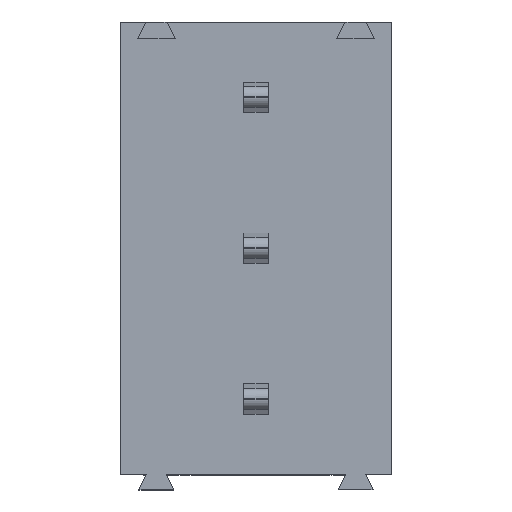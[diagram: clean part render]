
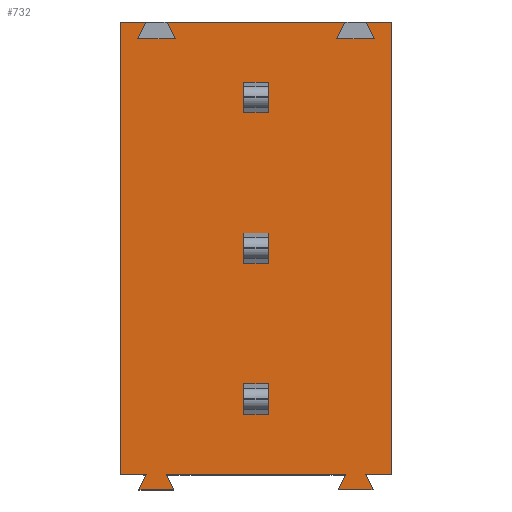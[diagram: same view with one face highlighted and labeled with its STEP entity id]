
A CAD part, top view. The second image highlights one B-rep face of the part: STEP entity #732.
In plain terms, the highlighted free-form (B-spline) face has degree [1, 1] with [2, 2] control points.
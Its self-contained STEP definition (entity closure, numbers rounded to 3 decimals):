
#307=CARTESIAN_POINT('',(0.,7.5,0.));
#308=VERTEX_POINT('',#307);
#316=CARTESIAN_POINT('',(0.,22.5,0.));
#317=VERTEX_POINT('',#316);
#318=CARTESIAN_POINT('',(0.,22.5,0.));
#319=CARTESIAN_POINT('',(0.,7.5,0.));
#320=B_SPLINE_CURVE_WITH_KNOTS('',1,(#318,#319),.POLYLINE_FORM.,.F.,.U.,(2,2),(0.,1.),.UNSPECIFIED.);
#321=EDGE_CURVE('',#317,#308,#320,.T.);
#418=CARTESIAN_POINT('',(7.47,7.5,0.));
#419=VERTEX_POINT('',#418);
#425=CARTESIAN_POINT('',(1.53,7.5,0.));
#426=VERTEX_POINT('',#425);
#427=CARTESIAN_POINT('',(7.47,7.5,0.));
#428=CARTESIAN_POINT('',(1.53,7.5,0.));
#429=B_SPLINE_CURVE_WITH_KNOTS('',1,(#427,#428),.POLYLINE_FORM.,.F.,.U.,(2,2),(0.,1.),.UNSPECIFIED.);
#430=EDGE_CURVE('',#419,#426,#429,.T.);
#446=CARTESIAN_POINT('',(0.87,7.5,0.));
#447=VERTEX_POINT('',#446);
#453=CARTESIAN_POINT('',(0.87,7.5,0.));
#454=CARTESIAN_POINT('',(0.,7.5,0.));
#455=B_SPLINE_CURVE_WITH_KNOTS('',1,(#453,#454),.POLYLINE_FORM.,.F.,.U.,(2,2),(0.,1.),.UNSPECIFIED.);
#456=EDGE_CURVE('',#447,#308,#455,.T.);
#503=CARTESIAN_POINT('',(9.,7.5,0.));
#504=VERTEX_POINT('',#503);
#510=CARTESIAN_POINT('',(8.13,7.5,0.));
#511=VERTEX_POINT('',#510);
#512=CARTESIAN_POINT('',(9.,7.5,0.));
#513=CARTESIAN_POINT('',(8.13,7.5,0.));
#514=B_SPLINE_CURVE_WITH_KNOTS('',1,(#512,#513),.POLYLINE_FORM.,.F.,.U.,(2,2),(0.,1.),.UNSPECIFIED.);
#515=EDGE_CURVE('',#504,#511,#514,.T.);
#525=CARTESIAN_POINT('',(0.,7.,0.));
#526=CARTESIAN_POINT('',(0.,22.5,0.));
#527=CARTESIAN_POINT('',(9.,7.,0.));
#528=CARTESIAN_POINT('',(9.,22.5,0.));
#529=B_SPLINE_SURFACE_WITH_KNOTS('',1,1,((#525,#526),(#527,#528)),.PLANE_SURF.,.F.,.F.,.U.,(2,2),(2,2),(0.,1.),(0.,1.),.UNSPECIFIED.);
#530=ORIENTED_EDGE('',*,*,#456,.F.);
#531=CARTESIAN_POINT('',(0.62,7.,0.));
#532=VERTEX_POINT('',#531);
#533=CARTESIAN_POINT('',(0.62,7.,0.));
#534=CARTESIAN_POINT('',(0.87,7.5,0.));
#535=B_SPLINE_CURVE_WITH_KNOTS('',1,(#533,#534),.POLYLINE_FORM.,.F.,.U.,(2,2),(0.,1.),.UNSPECIFIED.);
#536=EDGE_CURVE('',#532,#447,#535,.T.);
#537=ORIENTED_EDGE('',*,*,#536,.F.);
#538=CARTESIAN_POINT('',(1.78,7.,0.));
#539=VERTEX_POINT('',#538);
#540=CARTESIAN_POINT('',(0.62,7.,0.));
#541=CARTESIAN_POINT('',(1.78,7.,0.));
#542=B_SPLINE_CURVE_WITH_KNOTS('',1,(#540,#541),.POLYLINE_FORM.,.F.,.U.,(2,2),(0.,1.),.UNSPECIFIED.);
#543=EDGE_CURVE('',#532,#539,#542,.T.);
#544=ORIENTED_EDGE('',*,*,#543,.T.);
#545=CARTESIAN_POINT('',(1.78,7.,0.));
#546=CARTESIAN_POINT('',(1.53,7.5,0.));
#547=B_SPLINE_CURVE_WITH_KNOTS('',1,(#545,#546),.POLYLINE_FORM.,.F.,.U.,(2,2),(0.,1.),.UNSPECIFIED.);
#548=EDGE_CURVE('',#539,#426,#547,.T.);
#549=ORIENTED_EDGE('',*,*,#548,.T.);
#550=ORIENTED_EDGE('',*,*,#430,.F.);
#551=CARTESIAN_POINT('',(7.22,7.,0.));
#552=VERTEX_POINT('',#551);
#553=CARTESIAN_POINT('',(7.47,7.5,0.));
#554=CARTESIAN_POINT('',(7.22,7.,0.));
#555=B_SPLINE_CURVE_WITH_KNOTS('',1,(#553,#554),.POLYLINE_FORM.,.F.,.U.,(2,2),(0.,1.),.UNSPECIFIED.);
#556=EDGE_CURVE('',#419,#552,#555,.T.);
#557=ORIENTED_EDGE('',*,*,#556,.T.);
#558=CARTESIAN_POINT('',(8.38,7.,0.));
#559=VERTEX_POINT('',#558);
#560=CARTESIAN_POINT('',(7.22,7.,0.));
#561=CARTESIAN_POINT('',(8.38,7.,0.));
#562=B_SPLINE_CURVE_WITH_KNOTS('',1,(#560,#561),.POLYLINE_FORM.,.F.,.U.,(2,2),(0.,1.),.UNSPECIFIED.);
#563=EDGE_CURVE('',#552,#559,#562,.T.);
#564=ORIENTED_EDGE('',*,*,#563,.T.);
#565=CARTESIAN_POINT('',(8.38,7.,0.));
#566=CARTESIAN_POINT('',(8.13,7.5,0.));
#567=B_SPLINE_CURVE_WITH_KNOTS('',1,(#565,#566),.POLYLINE_FORM.,.F.,.U.,(2,2),(0.,1.),.UNSPECIFIED.);
#568=EDGE_CURVE('',#559,#511,#567,.T.);
#569=ORIENTED_EDGE('',*,*,#568,.T.);
#570=ORIENTED_EDGE('',*,*,#515,.F.);
#571=CARTESIAN_POINT('',(9.,22.5,0.));
#572=VERTEX_POINT('',#571);
#573=CARTESIAN_POINT('',(9.,7.5,0.));
#574=CARTESIAN_POINT('',(9.,22.5,0.));
#575=B_SPLINE_CURVE_WITH_KNOTS('',1,(#573,#574),.POLYLINE_FORM.,.F.,.U.,(2,2),(0.,1.),.UNSPECIFIED.);
#576=EDGE_CURVE('',#504,#572,#575,.T.);
#577=ORIENTED_EDGE('',*,*,#576,.T.);
#578=CARTESIAN_POINT('',(8.15,22.5,0.));
#579=VERTEX_POINT('',#578);
#580=CARTESIAN_POINT('',(9.,22.5,0.));
#581=CARTESIAN_POINT('',(8.15,22.5,0.));
#582=B_SPLINE_CURVE_WITH_KNOTS('',1,(#580,#581),.POLYLINE_FORM.,.F.,.U.,(2,2),(0.,1.),.UNSPECIFIED.);
#583=EDGE_CURVE('',#572,#579,#582,.T.);
#584=ORIENTED_EDGE('',*,*,#583,.T.);
#585=CARTESIAN_POINT('',(8.424,21.95,0.));
#586=VERTEX_POINT('',#585);
#587=CARTESIAN_POINT('',(8.15,22.5,0.));
#588=CARTESIAN_POINT('',(8.424,21.95,0.));
#589=B_SPLINE_CURVE_WITH_KNOTS('',1,(#587,#588),.POLYLINE_FORM.,.F.,.U.,(2,2),(0.,1.),.UNSPECIFIED.);
#590=EDGE_CURVE('',#579,#586,#589,.T.);
#591=ORIENTED_EDGE('',*,*,#590,.T.);
#592=CARTESIAN_POINT('',(7.176,21.95,0.));
#593=VERTEX_POINT('',#592);
#594=CARTESIAN_POINT('',(8.424,21.95,0.));
#595=CARTESIAN_POINT('',(7.176,21.95,0.));
#596=B_SPLINE_CURVE_WITH_KNOTS('',1,(#594,#595),.POLYLINE_FORM.,.F.,.U.,(2,2),(0.,1.),.UNSPECIFIED.);
#597=EDGE_CURVE('',#586,#593,#596,.T.);
#598=ORIENTED_EDGE('',*,*,#597,.T.);
#599=CARTESIAN_POINT('',(7.45,22.5,0.));
#600=VERTEX_POINT('',#599);
#601=CARTESIAN_POINT('',(7.176,21.95,0.));
#602=CARTESIAN_POINT('',(7.45,22.5,0.));
#603=B_SPLINE_CURVE_WITH_KNOTS('',1,(#601,#602),.POLYLINE_FORM.,.F.,.U.,(2,2),(0.,1.),.UNSPECIFIED.);
#604=EDGE_CURVE('',#593,#600,#603,.T.);
#605=ORIENTED_EDGE('',*,*,#604,.T.);
#606=CARTESIAN_POINT('',(1.55,22.5,0.));
#607=VERTEX_POINT('',#606);
#608=CARTESIAN_POINT('',(7.45,22.5,0.));
#609=CARTESIAN_POINT('',(1.55,22.5,0.));
#610=B_SPLINE_CURVE_WITH_KNOTS('',1,(#608,#609),.POLYLINE_FORM.,.F.,.U.,(2,2),(0.,1.),.UNSPECIFIED.);
#611=EDGE_CURVE('',#600,#607,#610,.T.);
#612=ORIENTED_EDGE('',*,*,#611,.T.);
#613=CARTESIAN_POINT('',(1.824,21.95,0.));
#614=VERTEX_POINT('',#613);
#615=CARTESIAN_POINT('',(1.55,22.5,0.));
#616=CARTESIAN_POINT('',(1.824,21.95,0.));
#617=B_SPLINE_CURVE_WITH_KNOTS('',1,(#615,#616),.POLYLINE_FORM.,.F.,.U.,(2,2),(0.,1.),.UNSPECIFIED.);
#618=EDGE_CURVE('',#607,#614,#617,.T.);
#619=ORIENTED_EDGE('',*,*,#618,.T.);
#620=CARTESIAN_POINT('',(0.576,21.95,0.));
#621=VERTEX_POINT('',#620);
#622=CARTESIAN_POINT('',(1.824,21.95,0.));
#623=CARTESIAN_POINT('',(0.576,21.95,0.));
#624=B_SPLINE_CURVE_WITH_KNOTS('',1,(#622,#623),.POLYLINE_FORM.,.F.,.U.,(2,2),(0.,1.),.UNSPECIFIED.);
#625=EDGE_CURVE('',#614,#621,#624,.T.);
#626=ORIENTED_EDGE('',*,*,#625,.T.);
#627=CARTESIAN_POINT('',(0.85,22.5,0.));
#628=VERTEX_POINT('',#627);
#629=CARTESIAN_POINT('',(0.576,21.95,0.));
#630=CARTESIAN_POINT('',(0.85,22.5,0.));
#631=B_SPLINE_CURVE_WITH_KNOTS('',1,(#629,#630),.POLYLINE_FORM.,.F.,.U.,(2,2),(0.,1.),.UNSPECIFIED.);
#632=EDGE_CURVE('',#621,#628,#631,.T.);
#633=ORIENTED_EDGE('',*,*,#632,.T.);
#634=CARTESIAN_POINT('',(0.85,22.5,0.));
#635=CARTESIAN_POINT('',(0.,22.5,0.));
#636=B_SPLINE_CURVE_WITH_KNOTS('',1,(#634,#635),.POLYLINE_FORM.,.F.,.U.,(2,2),(0.,1.),.UNSPECIFIED.);
#637=EDGE_CURVE('',#628,#317,#636,.T.);
#638=ORIENTED_EDGE('',*,*,#637,.T.);
#639=ORIENTED_EDGE('',*,*,#321,.T.);
#640=EDGE_LOOP('',(#530,#537,#544,#549,#550,#557,#564,#569,#570,#577,#584,#591,#598,#605,#612,#619,#626,#633,#638,#639));
#641=FACE_OUTER_BOUND('',#640,.T.);
#642=CARTESIAN_POINT('',(4.9,14.5,0.));
#643=VERTEX_POINT('',#642);
#644=CARTESIAN_POINT('',(4.1,14.5,0.));
#645=VERTEX_POINT('',#644);
#646=CARTESIAN_POINT('',(4.9,14.5,0.));
#647=CARTESIAN_POINT('',(4.1,14.5,0.));
#648=B_SPLINE_CURVE_WITH_KNOTS('',1,(#646,#647),.POLYLINE_FORM.,.F.,.U.,(2,2),(0.482,0.52),.UNSPECIFIED.);
#649=EDGE_CURVE('',#643,#645,#648,.T.);
#650=ORIENTED_EDGE('',*,*,#649,.T.);
#651=CARTESIAN_POINT('',(4.1,15.5,0.));
#652=VERTEX_POINT('',#651);
#653=CARTESIAN_POINT('',(4.1,14.5,0.));
#654=CARTESIAN_POINT('',(4.1,15.5,0.));
#655=B_SPLINE_CURVE_WITH_KNOTS('',1,(#653,#654),.POLYLINE_FORM.,.F.,.U.,(2,2),(0.,1.),.UNSPECIFIED.);
#656=EDGE_CURVE('',#645,#652,#655,.T.);
#657=ORIENTED_EDGE('',*,*,#656,.T.);
#658=CARTESIAN_POINT('',(4.9,15.5,0.));
#659=VERTEX_POINT('',#658);
#660=CARTESIAN_POINT('',(4.1,15.5,0.));
#661=CARTESIAN_POINT('',(4.9,15.5,0.));
#662=B_SPLINE_CURVE_WITH_KNOTS('',1,(#660,#661),.POLYLINE_FORM.,.F.,.U.,(2,2),(0.479,0.518),.UNSPECIFIED.);
#663=EDGE_CURVE('',#652,#659,#662,.T.);
#664=ORIENTED_EDGE('',*,*,#663,.T.);
#665=CARTESIAN_POINT('',(4.9,14.5,0.));
#666=CARTESIAN_POINT('',(4.9,15.5,0.));
#667=B_SPLINE_CURVE_WITH_KNOTS('',1,(#665,#666),.POLYLINE_FORM.,.F.,.U.,(2,2),(0.,1.),.UNSPECIFIED.);
#668=EDGE_CURVE('',#643,#659,#667,.T.);
#669=ORIENTED_EDGE('',*,*,#668,.F.);
#670=EDGE_LOOP('',(#650,#657,#664,#669));
#671=FACE_BOUND('',#670,.T.);
#672=CARTESIAN_POINT('',(4.9,20.5,0.));
#673=VERTEX_POINT('',#672);
#674=CARTESIAN_POINT('',(4.9,19.5,0.));
#675=VERTEX_POINT('',#674);
#676=CARTESIAN_POINT('',(4.9,20.5,0.));
#677=CARTESIAN_POINT('',(4.9,19.5,0.));
#678=B_SPLINE_CURVE_WITH_KNOTS('',1,(#676,#677),.POLYLINE_FORM.,.F.,.U.,(2,2),(0.112,0.159),.UNSPECIFIED.);
#679=EDGE_CURVE('',#673,#675,#678,.T.);
#680=ORIENTED_EDGE('',*,*,#679,.T.);
#681=CARTESIAN_POINT('',(4.1,19.5,0.));
#682=VERTEX_POINT('',#681);
#683=CARTESIAN_POINT('',(4.9,19.5,0.));
#684=CARTESIAN_POINT('',(4.1,19.5,0.));
#685=B_SPLINE_CURVE_WITH_KNOTS('',1,(#683,#684),.POLYLINE_FORM.,.F.,.U.,(2,2),(0.477,0.527),.UNSPECIFIED.);
#686=EDGE_CURVE('',#675,#682,#685,.T.);
#687=ORIENTED_EDGE('',*,*,#686,.T.);
#688=CARTESIAN_POINT('',(4.1,20.5,0.));
#689=VERTEX_POINT('',#688);
#690=CARTESIAN_POINT('',(4.1,19.5,0.));
#691=CARTESIAN_POINT('',(4.1,20.5,0.));
#692=B_SPLINE_CURVE_WITH_KNOTS('',1,(#690,#691),.POLYLINE_FORM.,.F.,.U.,(2,2),(0.841,0.888),.UNSPECIFIED.);
#693=EDGE_CURVE('',#682,#689,#692,.T.);
#694=ORIENTED_EDGE('',*,*,#693,.T.);
#695=CARTESIAN_POINT('',(4.1,20.5,0.));
#696=CARTESIAN_POINT('',(4.9,20.5,0.));
#697=B_SPLINE_CURVE_WITH_KNOTS('',1,(#695,#696),.POLYLINE_FORM.,.F.,.U.,(2,2),(0.47,0.526),.UNSPECIFIED.);
#698=EDGE_CURVE('',#689,#673,#697,.T.);
#699=ORIENTED_EDGE('',*,*,#698,.T.);
#700=EDGE_LOOP('',(#680,#687,#694,#699));
#701=FACE_BOUND('',#700,.T.);
#702=CARTESIAN_POINT('',(4.9,10.5,0.));
#703=VERTEX_POINT('',#702);
#704=CARTESIAN_POINT('',(4.9,9.5,0.));
#705=VERTEX_POINT('',#704);
#706=CARTESIAN_POINT('',(4.9,10.5,0.));
#707=CARTESIAN_POINT('',(4.9,9.5,0.));
#708=B_SPLINE_CURVE_WITH_KNOTS('',1,(#706,#707),.POLYLINE_FORM.,.F.,.U.,(2,2),(0.815,0.862),.UNSPECIFIED.);
#709=EDGE_CURVE('',#703,#705,#708,.T.);
#710=ORIENTED_EDGE('',*,*,#709,.T.);
#711=CARTESIAN_POINT('',(4.1,9.5,0.));
#712=VERTEX_POINT('',#711);
#713=CARTESIAN_POINT('',(4.9,9.5,0.));
#714=CARTESIAN_POINT('',(4.1,9.5,0.));
#715=B_SPLINE_CURVE_WITH_KNOTS('',1,(#713,#714),.POLYLINE_FORM.,.F.,.U.,(2,2),(0.476,0.528),.UNSPECIFIED.);
#716=EDGE_CURVE('',#705,#712,#715,.T.);
#717=ORIENTED_EDGE('',*,*,#716,.T.);
#718=CARTESIAN_POINT('',(4.1,10.5,0.));
#719=VERTEX_POINT('',#718);
#720=CARTESIAN_POINT('',(4.1,9.5,0.));
#721=CARTESIAN_POINT('',(4.1,10.5,0.));
#722=B_SPLINE_CURVE_WITH_KNOTS('',1,(#720,#721),.POLYLINE_FORM.,.F.,.U.,(2,2),(0.138,0.185),.UNSPECIFIED.);
#723=EDGE_CURVE('',#712,#719,#722,.T.);
#724=ORIENTED_EDGE('',*,*,#723,.T.);
#725=CARTESIAN_POINT('',(4.1,10.5,0.));
#726=CARTESIAN_POINT('',(4.9,10.5,0.));
#727=B_SPLINE_CURVE_WITH_KNOTS('',1,(#725,#726),.POLYLINE_FORM.,.F.,.U.,(2,2),(0.475,0.522),.UNSPECIFIED.);
#728=EDGE_CURVE('',#719,#703,#727,.T.);
#729=ORIENTED_EDGE('',*,*,#728,.T.);
#730=EDGE_LOOP('',(#710,#717,#724,#729));
#731=FACE_BOUND('',#730,.T.);
#732=ADVANCED_FACE('',(#641,#671,#701,#731),#529,.T.);
